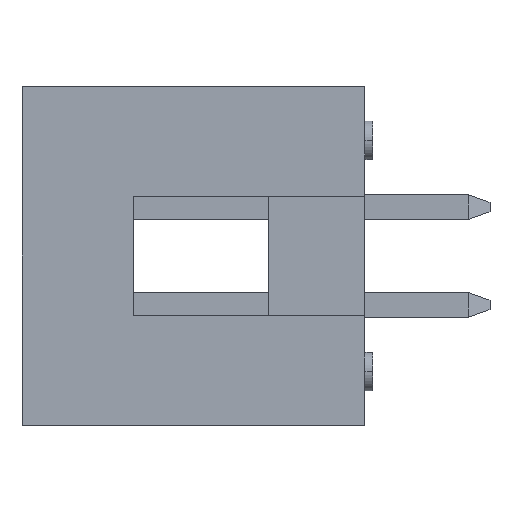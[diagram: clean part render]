
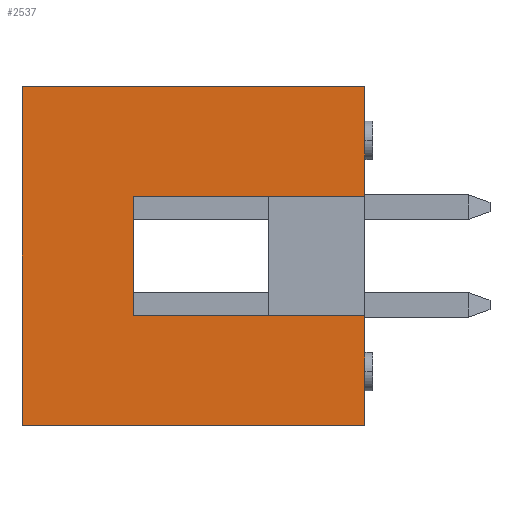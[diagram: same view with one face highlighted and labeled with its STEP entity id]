
A CAD part, left-side view. The second image highlights one B-rep face of the part: STEP entity #2537.
In plain terms, the highlighted planar face has unit normal (-1, 0, 0).
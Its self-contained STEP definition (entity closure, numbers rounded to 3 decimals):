
#94 = DIRECTION ( 'NONE',  ( 0., 1., 0. ) ) ;
#192 = DIRECTION ( 'NONE',  ( 0., 0., -1. ) ) ;
#409 = VERTEX_POINT ( 'NONE', #6539 ) ;
#822 = CARTESIAN_POINT ( 'NONE',  ( -10.15, 6.2, 1.55 ) ) ;
#883 = EDGE_LOOP ( 'NONE', ( #7917, #7501, #3986, #7315, #5087, #2663, #7932, #3141 ) ) ;
#898 = FACE_OUTER_BOUND ( 'NONE', #883, .T. ) ;
#928 = EDGE_CURVE ( 'NONE', #5053, #6240, #5701, .T. ) ;
#1022 = DIRECTION ( 'NONE',  ( 0., -1., 0. ) ) ;
#1209 = CARTESIAN_POINT ( 'NONE',  ( -10.15, 0.2, 1.55 ) ) ;
#1268 = EDGE_CURVE ( 'NONE', #4785, #5264, #3969, .T. ) ;
#1339 = DIRECTION ( 'NONE',  ( 1., 0., 0. ) ) ;
#1343 = DIRECTION ( 'NONE',  ( 0., 0., -1. ) ) ;
#1621 = CARTESIAN_POINT ( 'NONE',  ( -10.15, 6.2, -1.55 ) ) ;
#1746 = VECTOR ( 'NONE', #94, 1000. ) ;
#1757 = DIRECTION ( 'NONE',  ( 0., -1., 0. ) ) ;
#2370 = VECTOR ( 'NONE', #3931, 1000. ) ;
#2537 = ADVANCED_FACE ( 'NONE', ( #898 ), #5241, .F. ) ;
#2586 = DIRECTION ( 'NONE',  ( 0., 0., -1. ) ) ;
#2663 = ORIENTED_EDGE ( 'NONE', *, *, #7323, .F. ) ;
#2678 = VECTOR ( 'NONE', #1343, 1000. ) ;
#2794 = EDGE_CURVE ( 'NONE', #3200, #5053, #5680, .T. ) ;
#2987 = VECTOR ( 'NONE', #1022, 1000. ) ;
#3141 = ORIENTED_EDGE ( 'NONE', *, *, #5663, .T. ) ;
#3200 = VERTEX_POINT ( 'NONE', #6222 ) ;
#3206 = AXIS2_PLACEMENT_3D ( 'NONE', #6976, #1339, #3377 ) ;
#3329 = CARTESIAN_POINT ( 'NONE',  ( -10.15, 9.1, 35.365 ) ) ;
#3347 = VECTOR ( 'NONE', #192, 1000. ) ;
#3377 = DIRECTION ( 'NONE',  ( 0., 1., 0. ) ) ;
#3686 = EDGE_CURVE ( 'NONE', #6240, #4931, #3842, .T. ) ;
#3687 = CARTESIAN_POINT ( 'NONE',  ( -10.15, 0.2, -4.4 ) ) ;
#3842 = LINE ( 'NONE', #822, #2678 ) ;
#3931 = DIRECTION ( 'NONE',  ( 0., 0., -1. ) ) ;
#3959 = CARTESIAN_POINT ( 'NONE',  ( -10.15, 9.1, -4.4 ) ) ;
#3969 = LINE ( 'NONE', #7636, #2370 ) ;
#3986 = ORIENTED_EDGE ( 'NONE', *, *, #3686, .F. ) ;
#4093 = CARTESIAN_POINT ( 'NONE',  ( -10.15, 0.2, 4.4 ) ) ;
#4181 = VECTOR ( 'NONE', #6164, 1000. ) ;
#4324 = CARTESIAN_POINT ( 'NONE',  ( -10.15, 0.2, -1.55 ) ) ;
#4756 = CARTESIAN_POINT ( 'NONE',  ( -10.15, 6.2, 1.55 ) ) ;
#4785 = VERTEX_POINT ( 'NONE', #6131 ) ;
#4931 = VERTEX_POINT ( 'NONE', #1621 ) ;
#4949 = LINE ( 'NONE', #6176, #5510 ) ;
#4953 = LINE ( 'NONE', #3329, #5234 ) ;
#5039 = EDGE_CURVE ( 'NONE', #4931, #4785, #8021, .T. ) ;
#5053 = VERTEX_POINT ( 'NONE', #1209 ) ;
#5087 = ORIENTED_EDGE ( 'NONE', *, *, #2794, .F. ) ;
#5234 = VECTOR ( 'NONE', #2586, 1000. ) ;
#5241 = PLANE ( 'NONE',  #3206 ) ;
#5264 = VERTEX_POINT ( 'NONE', #3687 ) ;
#5322 = LINE ( 'NONE', #4093, #2987 ) ;
#5510 = VECTOR ( 'NONE', #1757, 1000. ) ;
#5663 = EDGE_CURVE ( 'NONE', #7531, #5264, #4949, .T. ) ;
#5680 = LINE ( 'NONE', #7011, #3347 ) ;
#5701 = LINE ( 'NONE', #8105, #1746 ) ;
#6131 = CARTESIAN_POINT ( 'NONE',  ( -10.15, 0.2, -1.55 ) ) ;
#6164 = DIRECTION ( 'NONE',  ( 0., -1., 0. ) ) ;
#6176 = CARTESIAN_POINT ( 'NONE',  ( -10.15, 0.2, -4.4 ) ) ;
#6222 = CARTESIAN_POINT ( 'NONE',  ( -10.15, 0.2, 4.4 ) ) ;
#6240 = VERTEX_POINT ( 'NONE', #4756 ) ;
#6539 = CARTESIAN_POINT ( 'NONE',  ( -10.15, 9.1, 4.4 ) ) ;
#6976 = CARTESIAN_POINT ( 'NONE',  ( -10.15, 0.2, 35.365 ) ) ;
#7011 = CARTESIAN_POINT ( 'NONE',  ( -10.15, 0.2, 35.365 ) ) ;
#7315 = ORIENTED_EDGE ( 'NONE', *, *, #928, .F. ) ;
#7323 = EDGE_CURVE ( 'NONE', #409, #3200, #5322, .T. ) ;
#7426 = EDGE_CURVE ( 'NONE', #409, #7531, #4953, .T. ) ;
#7501 = ORIENTED_EDGE ( 'NONE', *, *, #5039, .F. ) ;
#7531 = VERTEX_POINT ( 'NONE', #3959 ) ;
#7636 = CARTESIAN_POINT ( 'NONE',  ( -10.15, 0.2, 35.365 ) ) ;
#7917 = ORIENTED_EDGE ( 'NONE', *, *, #1268, .F. ) ;
#7932 = ORIENTED_EDGE ( 'NONE', *, *, #7426, .T. ) ;
#8021 = LINE ( 'NONE', #4324, #4181 ) ;
#8105 = CARTESIAN_POINT ( 'NONE',  ( -10.15, 2.7, 1.55 ) ) ;
